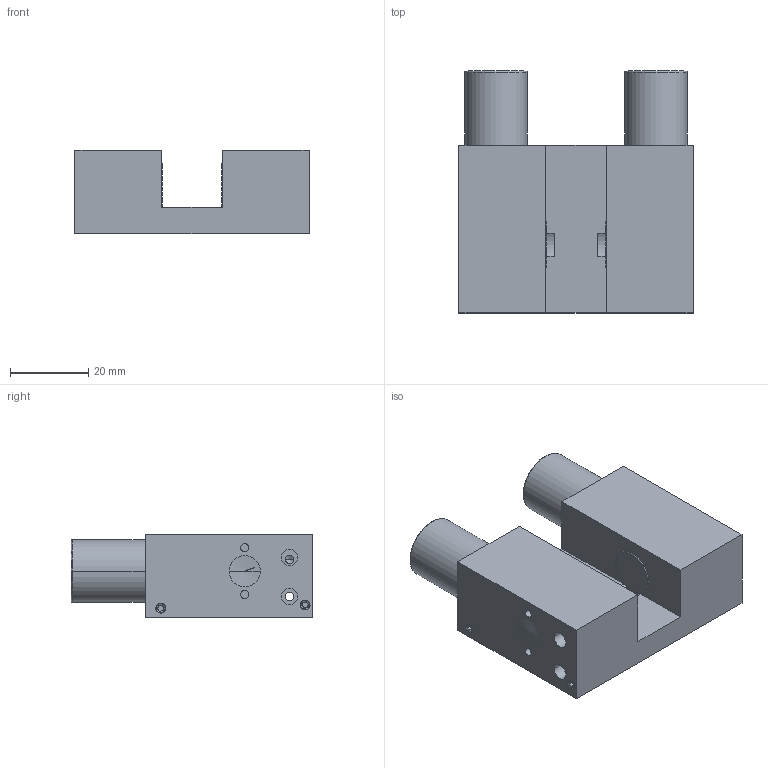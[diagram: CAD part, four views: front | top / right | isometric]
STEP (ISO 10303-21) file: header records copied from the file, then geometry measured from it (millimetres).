
FILE_DESCRIPTION((''),'2;1');
FILE_NAME('FRC15T02SEM-DEM01','2017-07-21T11:19:39',('pietro.a'),(''),'CREO PARAMETRIC BY PTC INC, 2016510','CREO PARAMETRIC BY PTC INC, 2016510','');
FILE_SCHEMA(('CONFIG_CONTROL_DESIGN'));
Length unit declared in the file: millimetre
Products named in the file (1): FRC15T02SEM-DEM01
Bounding box: 60 x 62 x 21.5 mm (x, y, z)
Volume: 34678 mm3; surface area: 21191.4 mm2
Topology: 1 solids, 1 shells, 511 faces, 1270 edges, 785 vertices
Faces by surface type: cylinder 236, plane 129, cone 74, bspline 42, torus 16, sphere 14
Entity records: 17990 total; most frequent: CARTESIAN_POINT 5813, DIRECTION 2684, ORIENTED_EDGE 2480, EDGE_CURVE 1240, AXIS2_PLACEMENT_3D 1108, VERTEX_POINT 785, CIRCLE 639, EDGE_LOOP 573
